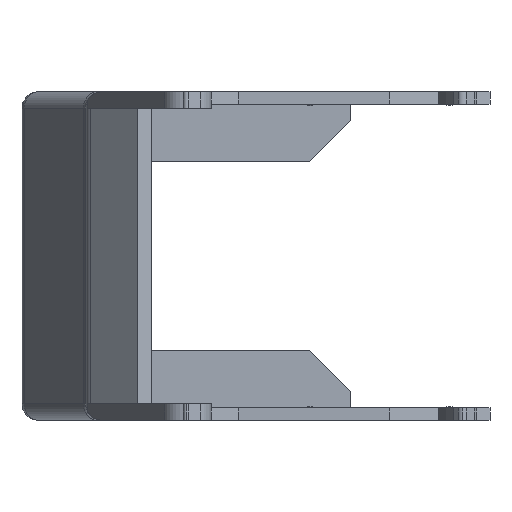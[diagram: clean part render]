
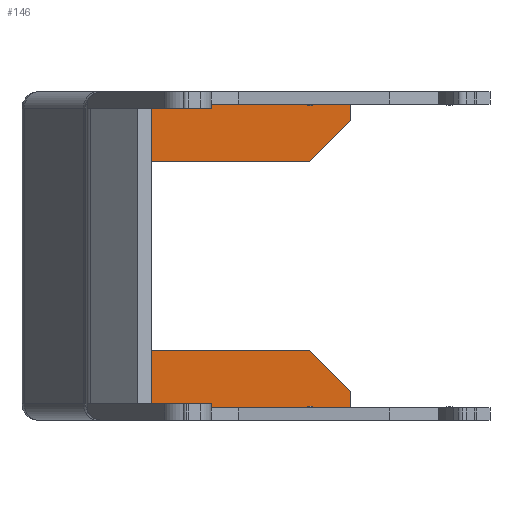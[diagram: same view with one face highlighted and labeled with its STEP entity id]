
A CAD part, left-side view. The second image highlights one B-rep face of the part: STEP entity #146.
In plain terms, the highlighted planar face has unit normal (-1, 0, 0).
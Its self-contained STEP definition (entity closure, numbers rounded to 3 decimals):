
#144 = ORIENTED_EDGE ( 'NONE', *, *, #876, .T. ) ;
#146 = ADVANCED_FACE ( 'NONE', ( #3705 ), #4470, .F. ) ;
#164 = DIRECTION ( 'NONE',  ( 0., 0., 1. ) ) ;
#288 = DIRECTION ( 'NONE',  ( 0., 0., 1. ) ) ;
#309 = CIRCLE ( 'NONE', #672, 11.5 ) ;
#349 = CARTESIAN_POINT ( 'NONE',  ( 152.5, -8.296, -38.5 ) ) ;
#368 = CARTESIAN_POINT ( 'NONE',  ( 152.5, -3.296, -31.5 ) ) ;
#374 = EDGE_CURVE ( 'NONE', #2393, #4459, #2061, .T. ) ;
#388 = CARTESIAN_POINT ( 'NONE',  ( 152.5, 17.204, -20. ) ) ;
#456 = CARTESIAN_POINT ( 'NONE',  ( 152.5, 17.204, -8.5 ) ) ;
#547 = LINE ( 'NONE', #4881, #2937 ) ;
#558 = DIRECTION ( 'NONE',  ( 0., 0.707, 0.707 ) ) ;
#591 = CARTESIAN_POINT ( 'NONE',  ( 152.5, -25.296, -38.5 ) ) ;
#601 = ORIENTED_EDGE ( 'NONE', *, *, #2049, .F. ) ;
#672 = AXIS2_PLACEMENT_3D ( 'NONE', #1417, #1041, #2556 ) ;
#677 = CARTESIAN_POINT ( 'NONE',  ( 152.5, -3.296, -8.5 ) ) ;
#728 = VERTEX_POINT ( 'NONE', #2127 ) ;
#778 = VERTEX_POINT ( 'NONE', #677 ) ;
#848 = LINE ( 'NONE', #1857, #1386 ) ;
#876 = EDGE_CURVE ( 'NONE', #3511, #778, #1950, .T. ) ;
#880 = CARTESIAN_POINT ( 'NONE',  ( 152.5, -8.296, -40. ) ) ;
#1027 = CARTESIAN_POINT ( 'NONE',  ( 152.5, -8.296, -1.5 ) ) ;
#1041 = DIRECTION ( 'NONE',  ( 1., 0., 0. ) ) ;
#1064 = VECTOR ( 'NONE', #288, 1000. ) ;
#1091 = DIRECTION ( 'NONE',  ( 0., -0.707, 0.707 ) ) ;
#1110 = VECTOR ( 'NONE', #4704, 1000. ) ;
#1310 = AXIS2_PLACEMENT_3D ( 'NONE', #388, #3716, #3009 ) ;
#1311 = EDGE_CURVE ( 'NONE', #3659, #3511, #309, .T. ) ;
#1379 = VERTEX_POINT ( 'NONE', #1027 ) ;
#1386 = VECTOR ( 'NONE', #1909, 1000. ) ;
#1417 = CARTESIAN_POINT ( 'NONE',  ( 152.5, 17.204, -20. ) ) ;
#1431 = CARTESIAN_POINT ( 'NONE',  ( 152.5, 31.704, -31.5 ) ) ;
#1668 = VECTOR ( 'NONE', #164, 1000. ) ;
#1789 = ORIENTED_EDGE ( 'NONE', *, *, #2312, .T. ) ;
#1855 = CARTESIAN_POINT ( 'NONE',  ( 152.5, 31.704, -8.5 ) ) ;
#1857 = CARTESIAN_POINT ( 'NONE',  ( 152.5, -25.296, -1.5 ) ) ;
#1909 = DIRECTION ( 'NONE',  ( 0., 1., 0. ) ) ;
#1950 = LINE ( 'NONE', #1855, #2167 ) ;
#2049 = EDGE_CURVE ( 'NONE', #4686, #2393, #3924, .T. ) ;
#2061 = LINE ( 'NONE', #2253, #2938 ) ;
#2082 = LINE ( 'NONE', #2885, #1064 ) ;
#2127 = CARTESIAN_POINT ( 'NONE',  ( 152.5, -8.296, -36.5 ) ) ;
#2138 = AXIS2_PLACEMENT_3D ( 'NONE', #4494, #2212, #3433 ) ;
#2167 = VECTOR ( 'NONE', #2600, 1000. ) ;
#2212 = DIRECTION ( 'NONE',  ( 1., 0., 0. ) ) ;
#2253 = CARTESIAN_POINT ( 'NONE',  ( 152.5, 29.704, -40. ) ) ;
#2287 = DIRECTION ( 'NONE',  ( 0., 0., 1. ) ) ;
#2312 = EDGE_CURVE ( 'NONE', #778, #4596, #547, .T. ) ;
#2330 = EDGE_CURVE ( 'NONE', #3167, #3659, #2642, .T. ) ;
#2393 = VERTEX_POINT ( 'NONE', #4177 ) ;
#2405 = CARTESIAN_POINT ( 'NONE',  ( 152.5, -3.296, -31.5 ) ) ;
#2426 = ORIENTED_EDGE ( 'NONE', *, *, #2330, .T. ) ;
#2445 = ORIENTED_EDGE ( 'NONE', *, *, #4262, .T. ) ;
#2523 = CARTESIAN_POINT ( 'NONE',  ( 152.5, -8.296, -3.5 ) ) ;
#2548 = ORIENTED_EDGE ( 'NONE', *, *, #1311, .T. ) ;
#2556 = DIRECTION ( 'NONE',  ( 0., 0., -1. ) ) ;
#2596 = CARTESIAN_POINT ( 'NONE',  ( 152.5, 17.204, -31.5 ) ) ;
#2600 = DIRECTION ( 'NONE',  ( 0., -1., 0. ) ) ;
#2642 = CIRCLE ( 'NONE', #1310, 11.5 ) ;
#2654 = LINE ( 'NONE', #880, #1668 ) ;
#2885 = CARTESIAN_POINT ( 'NONE',  ( 152.5, -8.296, -40. ) ) ;
#2898 = LINE ( 'NONE', #1431, #3940 ) ;
#2937 = VECTOR ( 'NONE', #1091, 1000. ) ;
#2938 = VECTOR ( 'NONE', #2287, 1000. ) ;
#3009 = DIRECTION ( 'NONE',  ( 0., 0., -1. ) ) ;
#3044 = ORIENTED_EDGE ( 'NONE', *, *, #3643, .T. ) ;
#3163 = ORIENTED_EDGE ( 'NONE', *, *, #3431, .T. ) ;
#3167 = VERTEX_POINT ( 'NONE', #2596 ) ;
#3353 = VERTEX_POINT ( 'NONE', #368 ) ;
#3431 = EDGE_CURVE ( 'NONE', #1379, #4459, #848, .T. ) ;
#3433 = DIRECTION ( 'NONE',  ( 0., 0., -1. ) ) ;
#3437 = LINE ( 'NONE', #2405, #3573 ) ;
#3511 = VERTEX_POINT ( 'NONE', #456 ) ;
#3573 = VECTOR ( 'NONE', #558, 1000. ) ;
#3643 = EDGE_CURVE ( 'NONE', #4596, #1379, #2082, .T. ) ;
#3659 = VERTEX_POINT ( 'NONE', #4435 ) ;
#3703 = EDGE_LOOP ( 'NONE', ( #4655, #2445, #4479, #2426, #2548, #144, #1789, #3044, #3163, #4871, #601 ) ) ;
#3705 = FACE_OUTER_BOUND ( 'NONE', #3703, .T. ) ;
#3716 = DIRECTION ( 'NONE',  ( 1., 0., 0. ) ) ;
#3782 = EDGE_CURVE ( 'NONE', #3353, #3167, #2898, .T. ) ;
#3924 = LINE ( 'NONE', #591, #1110 ) ;
#3940 = VECTOR ( 'NONE', #4844, 1000. ) ;
#4011 = CARTESIAN_POINT ( 'NONE',  ( 152.5, 29.704, -1.5 ) ) ;
#4177 = CARTESIAN_POINT ( 'NONE',  ( 152.5, 29.704, -38.5 ) ) ;
#4262 = EDGE_CURVE ( 'NONE', #728, #3353, #3437, .T. ) ;
#4368 = EDGE_CURVE ( 'NONE', #4686, #728, #2654, .T. ) ;
#4435 = CARTESIAN_POINT ( 'NONE',  ( 152.5, 28.704, -20. ) ) ;
#4459 = VERTEX_POINT ( 'NONE', #4011 ) ;
#4470 = PLANE ( 'NONE',  #2138 ) ;
#4479 = ORIENTED_EDGE ( 'NONE', *, *, #3782, .T. ) ;
#4494 = CARTESIAN_POINT ( 'NONE',  ( 152.5, 31.704, -40. ) ) ;
#4596 = VERTEX_POINT ( 'NONE', #2523 ) ;
#4655 = ORIENTED_EDGE ( 'NONE', *, *, #4368, .T. ) ;
#4686 = VERTEX_POINT ( 'NONE', #349 ) ;
#4704 = DIRECTION ( 'NONE',  ( 0., 1., 0. ) ) ;
#4844 = DIRECTION ( 'NONE',  ( 0., 1., 0. ) ) ;
#4871 = ORIENTED_EDGE ( 'NONE', *, *, #374, .F. ) ;
#4881 = CARTESIAN_POINT ( 'NONE',  ( 152.5, -8.296, -3.5 ) ) ;
